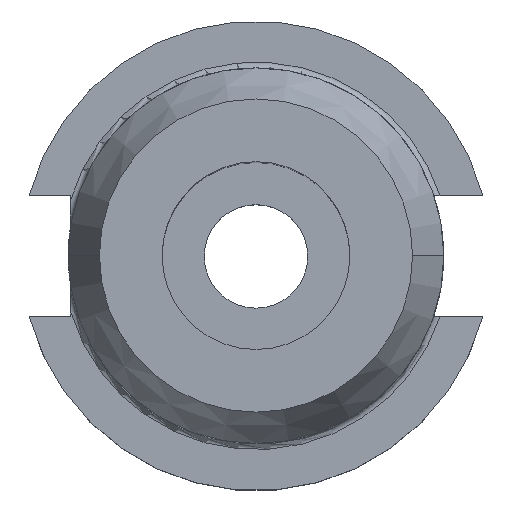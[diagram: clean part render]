
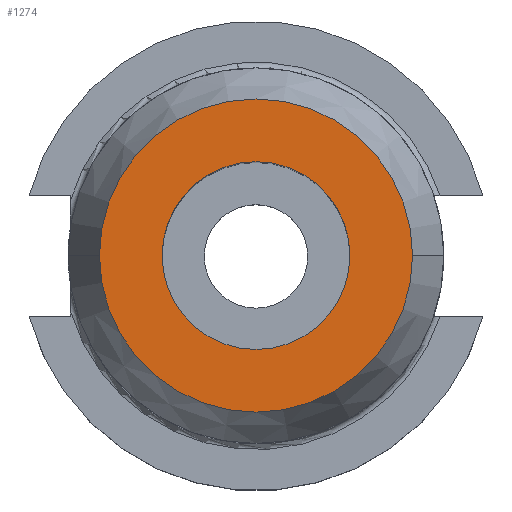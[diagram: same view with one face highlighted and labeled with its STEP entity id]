
A CAD part, top view. The second image highlights one B-rep face of the part: STEP entity #1274.
In plain terms, the highlighted planar face has unit normal (0, 0, 1).
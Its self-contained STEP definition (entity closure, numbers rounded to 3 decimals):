
#103 = DIRECTION ( 'NONE',  ( 0., 0., 1. ) ) ;
#189 = AXIS2_PLACEMENT_3D ( 'NONE', #1373, #103, #1247 ) ;
#213 = CARTESIAN_POINT ( 'NONE',  ( 0., 0., 44.45 ) ) ;
#232 = AXIS2_PLACEMENT_3D ( 'NONE', #213, #335, #450 ) ;
#335 = DIRECTION ( 'NONE',  ( 0., 0., 1. ) ) ;
#362 = CARTESIAN_POINT ( 'NONE',  ( 21.175, 0., 44.45 ) ) ;
#387 = EDGE_LOOP ( 'NONE', ( #1331, #1187 ) ) ;
#411 = CIRCLE ( 'NONE', #736, 12.7 ) ;
#450 = DIRECTION ( 'NONE',  ( 1., 0., 0. ) ) ;
#463 = EDGE_CURVE ( 'NONE', #1338, #1375, #411, .T. ) ;
#518 = VERTEX_POINT ( 'NONE', #1120 ) ;
#522 = FACE_BOUND ( 'NONE', #387, .T. ) ;
#610 = AXIS2_PLACEMENT_3D ( 'NONE', #683, #1553, #1057 ) ;
#683 = CARTESIAN_POINT ( 'NONE',  ( 0., 21.175, 44.45 ) ) ;
#689 = EDGE_CURVE ( 'NONE', #835, #518, #836, .T. ) ;
#736 = AXIS2_PLACEMENT_3D ( 'NONE', #1250, #738, #1612 ) ;
#738 = DIRECTION ( 'NONE',  ( 0., 0., 1. ) ) ;
#741 = CIRCLE ( 'NONE', #189, 21.175 ) ;
#835 = VERTEX_POINT ( 'NONE', #362 ) ;
#836 = CIRCLE ( 'NONE', #232, 21.175 ) ;
#843 = DIRECTION ( 'NONE',  ( 0., 0., 1. ) ) ;
#848 = DIRECTION ( 'NONE',  ( 1., 0., 0. ) ) ;
#853 = CIRCLE ( 'NONE', #1483, 12.7 ) ;
#961 = CARTESIAN_POINT ( 'NONE',  ( 0., 0., 44.45 ) ) ;
#969 = ORIENTED_EDGE ( 'NONE', *, *, #689, .T. ) ;
#1057 = DIRECTION ( 'NONE',  ( -1., 0., 0. ) ) ;
#1079 = EDGE_LOOP ( 'NONE', ( #1436, #969 ) ) ;
#1100 = CARTESIAN_POINT ( 'NONE',  ( 12.7, 0., 44.45 ) ) ;
#1120 = CARTESIAN_POINT ( 'NONE',  ( -21.175, 0., 44.45 ) ) ;
#1187 = ORIENTED_EDGE ( 'NONE', *, *, #1285, .F. ) ;
#1247 = DIRECTION ( 'NONE',  ( 1., 0., 0. ) ) ;
#1250 = CARTESIAN_POINT ( 'NONE',  ( 0., 0., 44.45 ) ) ;
#1274 = ADVANCED_FACE ( 'NONE', ( #522, #1524 ), #1431, .F. ) ;
#1285 = EDGE_CURVE ( 'NONE', #1375, #1338, #853, .T. ) ;
#1331 = ORIENTED_EDGE ( 'NONE', *, *, #463, .F. ) ;
#1338 = VERTEX_POINT ( 'NONE', #1100 ) ;
#1370 = EDGE_CURVE ( 'NONE', #518, #835, #741, .T. ) ;
#1373 = CARTESIAN_POINT ( 'NONE',  ( 0., 0., 44.45 ) ) ;
#1375 = VERTEX_POINT ( 'NONE', #1615 ) ;
#1431 = PLANE ( 'NONE',  #610 ) ;
#1436 = ORIENTED_EDGE ( 'NONE', *, *, #1370, .T. ) ;
#1483 = AXIS2_PLACEMENT_3D ( 'NONE', #961, #843, #848 ) ;
#1524 = FACE_OUTER_BOUND ( 'NONE', #1079, .T. ) ;
#1553 = DIRECTION ( 'NONE',  ( 0., 0., -1. ) ) ;
#1612 = DIRECTION ( 'NONE',  ( 1., 0., 0. ) ) ;
#1615 = CARTESIAN_POINT ( 'NONE',  ( -12.7, 0., 44.45 ) ) ;
